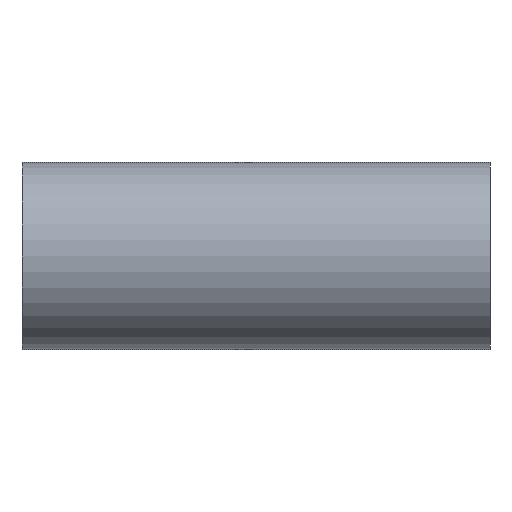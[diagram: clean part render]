
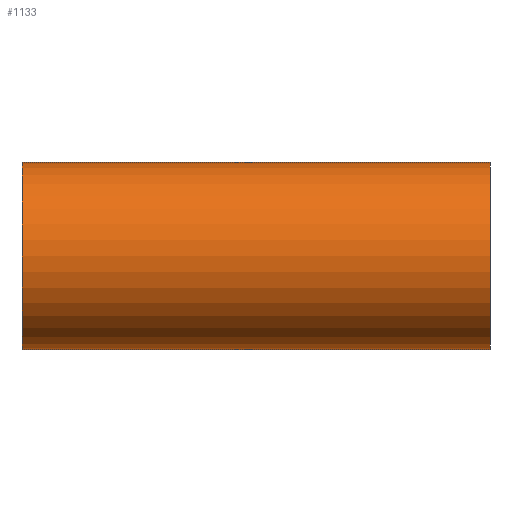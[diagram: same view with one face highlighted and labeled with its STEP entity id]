
A CAD part, front view. The second image highlights one B-rep face of the part: STEP entity #1133.
In plain terms, the highlighted cylindrical face has radius 31.75 mm (diameter 63.5 mm), a partial arc.
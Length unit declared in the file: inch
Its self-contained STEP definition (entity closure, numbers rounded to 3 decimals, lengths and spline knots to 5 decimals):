
#46 = DIRECTION ( 'NONE',  ( -1., 0., 0. ) ) ;
#232 = CARTESIAN_POINT ( 'NONE',  ( -3.12598, 0., -1.25 ) ) ;
#291 = VERTEX_POINT ( 'NONE', #232 ) ;
#319 = EDGE_CURVE ( 'NONE', #1378, #291, #1811, .T. ) ;
#340 = CIRCLE ( 'NONE', #1200, 1.25 ) ;
#341 = CARTESIAN_POINT ( 'NONE',  ( 3.12598, 0., 0. ) ) ;
#381 = AXIS2_PLACEMENT_3D ( 'NONE', #438, #1427, #2054 ) ;
#413 = VECTOR ( 'NONE', #1196, 39.37008 ) ;
#438 = CARTESIAN_POINT ( 'NONE',  ( -3.12598, 0., 0. ) ) ;
#500 = DIRECTION ( 'NONE',  ( -1., 0., 0. ) ) ;
#541 = CARTESIAN_POINT ( 'NONE',  ( 3.12598, 0., 1.25 ) ) ;
#560 = VECTOR ( 'NONE', #46, 39.37008 ) ;
#578 = VERTEX_POINT ( 'NONE', #1773 ) ;
#621 = ORIENTED_EDGE ( 'NONE', *, *, #1945, .T. ) ;
#760 = DIRECTION ( 'NONE',  ( 1., 0., 0. ) ) ;
#1082 = CARTESIAN_POINT ( 'NONE',  ( 3.12598, 0., -1.25 ) ) ;
#1123 = ORIENTED_EDGE ( 'NONE', *, *, #1446, .F. ) ;
#1133 = ADVANCED_FACE ( 'NONE', ( #1775 ), #1702, .T. ) ;
#1138 = CIRCLE ( 'NONE', #381, 1.25 ) ;
#1196 = DIRECTION ( 'NONE',  ( -1., 0., 0. ) ) ;
#1200 = AXIS2_PLACEMENT_3D ( 'NONE', #1584, #760, #1256 ) ;
#1256 = DIRECTION ( 'NONE',  ( 0., 0., -1. ) ) ;
#1378 = VERTEX_POINT ( 'NONE', #1082 ) ;
#1427 = DIRECTION ( 'NONE',  ( 1., 0., 0. ) ) ;
#1444 = ORIENTED_EDGE ( 'NONE', *, *, #1586, .T. ) ;
#1446 = EDGE_CURVE ( 'NONE', #1771, #1378, #340, .T. ) ;
#1505 = CARTESIAN_POINT ( 'NONE',  ( 3.12598, 0., 1.25 ) ) ;
#1584 = CARTESIAN_POINT ( 'NONE',  ( 3.12598, 0., 0. ) ) ;
#1586 = EDGE_CURVE ( 'NONE', #578, #291, #1138, .T. ) ;
#1688 = CARTESIAN_POINT ( 'NONE',  ( 3.12598, 0., -1.25 ) ) ;
#1702 = CYLINDRICAL_SURFACE ( 'NONE', #1857, 1.25 ) ;
#1719 = ORIENTED_EDGE ( 'NONE', *, *, #319, .F. ) ;
#1771 = VERTEX_POINT ( 'NONE', #1505 ) ;
#1773 = CARTESIAN_POINT ( 'NONE',  ( -3.12598, 0., 1.25 ) ) ;
#1775 = FACE_OUTER_BOUND ( 'NONE', #1983, .T. ) ;
#1811 = LINE ( 'NONE', #1688, #413 ) ;
#1855 = LINE ( 'NONE', #541, #560 ) ;
#1857 = AXIS2_PLACEMENT_3D ( 'NONE', #341, #500, #2103 ) ;
#1945 = EDGE_CURVE ( 'NONE', #1771, #578, #1855, .T. ) ;
#1983 = EDGE_LOOP ( 'NONE', ( #1719, #1123, #621, #1444 ) ) ;
#2054 = DIRECTION ( 'NONE',  ( 0., 0., -1. ) ) ;
#2103 = DIRECTION ( 'NONE',  ( 0., 0., 1. ) ) ;
